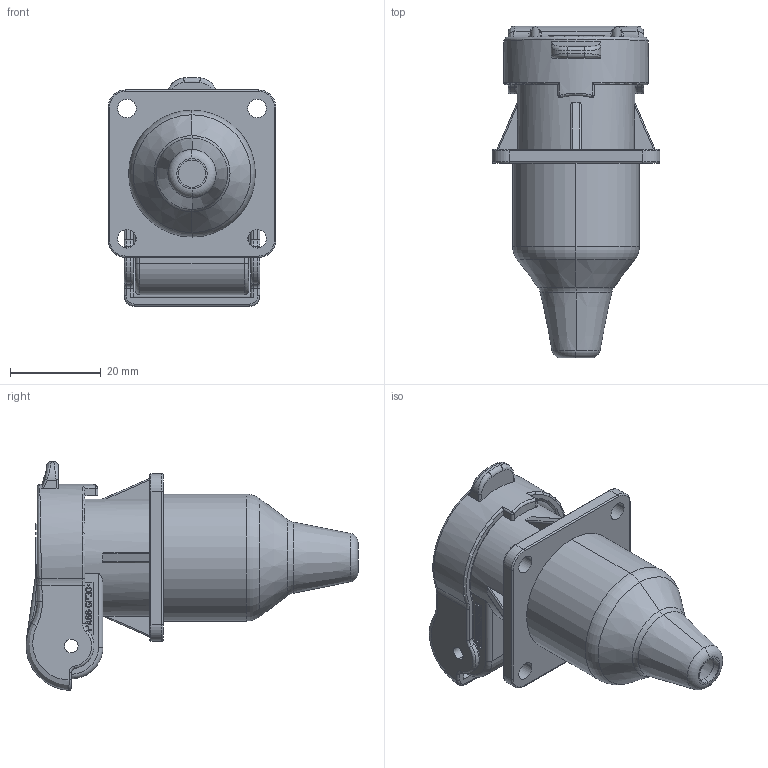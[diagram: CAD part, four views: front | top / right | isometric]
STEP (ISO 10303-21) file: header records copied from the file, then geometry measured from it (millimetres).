
FILE_DESCRIPTION((''),'2;1');
FILE_NAME('151166_SW0001','2016-08-31T',('tesi'),(''),'PRO/ENGINEER BY PARAMETRIC TECHNOLOGY CORPORATION, 2016100','PRO/ENGINEER BY PARAMETRIC TECHNOLOGY CORPORATION, 2016100','');
FILE_SCHEMA(('CONFIG_CONTROL_DESIGN'));
Length unit declared in the file: millimetre
Products named in the file (1): 151166_SW0001
Bounding box: 37 x 73.3 x 50.48 mm (x, y, z)
Volume: 33953.3 mm3; surface area: 16548.9 mm2
Topology: 1 solids, 1 shells, 1348 faces, 3750 edges, 2452 vertices
Faces by surface type: plane 1038, cylinder 186, torus 65, bspline 44, cone 8, sphere 7
Entity records: 48451 total; most frequent: CARTESIAN_POINT 14123, ORIENTED_EDGE 7486, DIRECTION 6543, EDGE_CURVE 3743, VECTOR 3087, LINE 3087, VERTEX_POINT 2452, AXIS2_PLACEMENT_3D 1728
